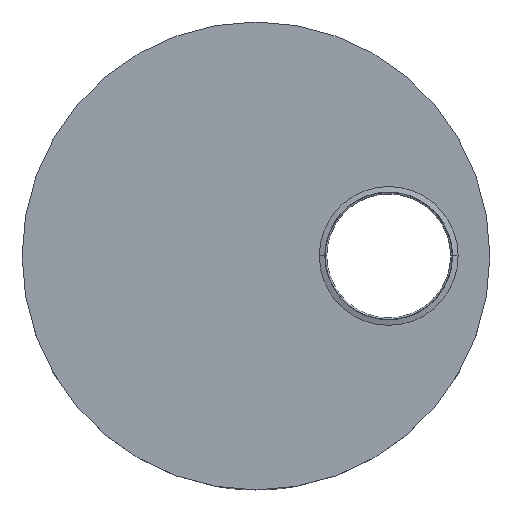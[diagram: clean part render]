
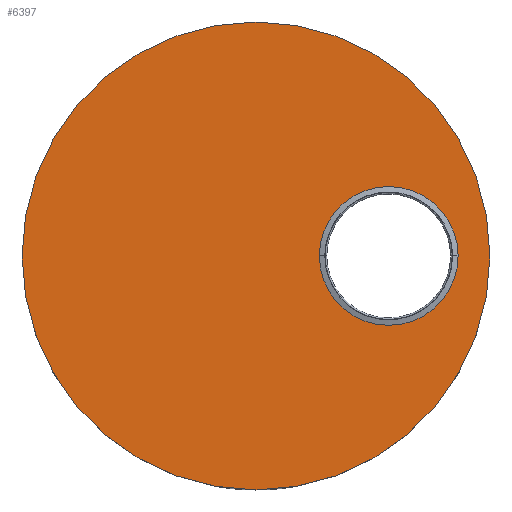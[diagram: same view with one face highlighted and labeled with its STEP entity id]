
A CAD part, top view. The second image highlights one B-rep face of the part: STEP entity #6397.
In plain terms, the highlighted planar face has unit normal (0, 0, 1).
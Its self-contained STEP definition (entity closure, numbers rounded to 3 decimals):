
#434 = CARTESIAN_POINT ( 'NONE',  ( 0., 0., 175. ) ) ;
#2334 = DIRECTION ( 'NONE',  ( 0., 0., 1. ) ) ;
#2438 = FACE_OUTER_BOUND ( 'NONE', #16676, .T. ) ;
#2644 = CIRCLE ( 'NONE', #14379, 1190. ) ;
#2908 = DIRECTION ( 'NONE',  ( 1., 0., 0. ) ) ;
#3358 = DIRECTION ( 'NONE',  ( 0., 0., 1. ) ) ;
#3380 = CARTESIAN_POINT ( 'NONE',  ( -1190., 0., 175. ) ) ;
#3785 = DIRECTION ( 'NONE',  ( 1., 0., 0. ) ) ;
#4659 = CARTESIAN_POINT ( 'NONE',  ( 1002., 0., 175. ) ) ;
#4735 = AXIS2_PLACEMENT_3D ( 'NONE', #9595, #20753, #6448 ) ;
#5203 = EDGE_CURVE ( 'NONE', #7075, #15569, #9114, .T. ) ;
#6056 = CARTESIAN_POINT ( 'NONE',  ( 1190., 0., 175. ) ) ;
#6397 = ADVANCED_FACE ( 'NONE', ( #2438, #15267 ), #18221, .T. ) ;
#6409 = AXIS2_PLACEMENT_3D ( 'NONE', #16403, #3358, #3785 ) ;
#6448 = DIRECTION ( 'NONE',  ( 1., 0., 0. ) ) ;
#7075 = VERTEX_POINT ( 'NONE', #4659 ) ;
#7358 = EDGE_LOOP ( 'NONE', ( #17916, #15720 ) ) ;
#7375 = DIRECTION ( 'NONE',  ( 1., 0., 0. ) ) ;
#7912 = ORIENTED_EDGE ( 'NONE', *, *, #11717, .T. ) ;
#9103 = CIRCLE ( 'NONE', #6409, 327. ) ;
#9114 = CIRCLE ( 'NONE', #4735, 327. ) ;
#9595 = CARTESIAN_POINT ( 'NONE',  ( 675., 0., 175. ) ) ;
#11683 = DIRECTION ( 'NONE',  ( 0., 0., 1. ) ) ;
#11717 = EDGE_CURVE ( 'NONE', #11941, #13856, #2644, .T. ) ;
#11941 = VERTEX_POINT ( 'NONE', #3380 ) ;
#12713 = CARTESIAN_POINT ( 'NONE',  ( 348., 0., 175. ) ) ;
#13012 = AXIS2_PLACEMENT_3D ( 'NONE', #17110, #17314, #2908 ) ;
#13845 = EDGE_CURVE ( 'NONE', #13856, #11941, #14032, .T. ) ;
#13856 = VERTEX_POINT ( 'NONE', #6056 ) ;
#14032 = CIRCLE ( 'NONE', #13012, 1190. ) ;
#14105 = ORIENTED_EDGE ( 'NONE', *, *, #13845, .T. ) ;
#14379 = AXIS2_PLACEMENT_3D ( 'NONE', #434, #11683, #17890 ) ;
#15267 = FACE_BOUND ( 'NONE', #7358, .T. ) ;
#15569 = VERTEX_POINT ( 'NONE', #12713 ) ;
#15720 = ORIENTED_EDGE ( 'NONE', *, *, #15936, .F. ) ;
#15936 = EDGE_CURVE ( 'NONE', #15569, #7075, #9103, .T. ) ;
#16403 = CARTESIAN_POINT ( 'NONE',  ( 675., 0., 175. ) ) ;
#16676 = EDGE_LOOP ( 'NONE', ( #7912, #14105 ) ) ;
#16740 = CARTESIAN_POINT ( 'NONE',  ( 0., 0., 175. ) ) ;
#17110 = CARTESIAN_POINT ( 'NONE',  ( 0., 0., 175. ) ) ;
#17314 = DIRECTION ( 'NONE',  ( 0., 0., 1. ) ) ;
#17890 = DIRECTION ( 'NONE',  ( 1., 0., 0. ) ) ;
#17916 = ORIENTED_EDGE ( 'NONE', *, *, #5203, .F. ) ;
#18221 = PLANE ( 'NONE',  #20219 ) ;
#20219 = AXIS2_PLACEMENT_3D ( 'NONE', #16740, #2334, #7375 ) ;
#20753 = DIRECTION ( 'NONE',  ( 0., 0., 1. ) ) ;
